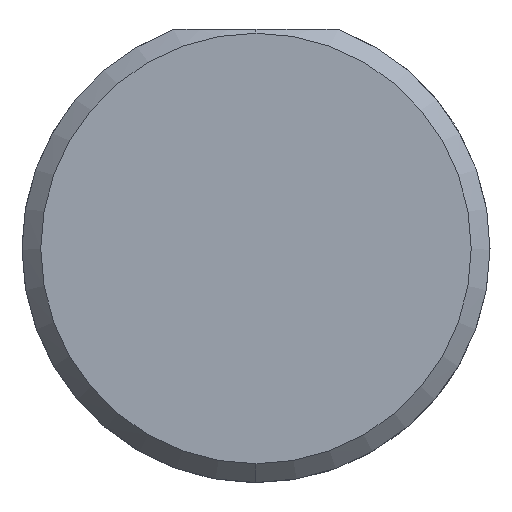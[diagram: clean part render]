
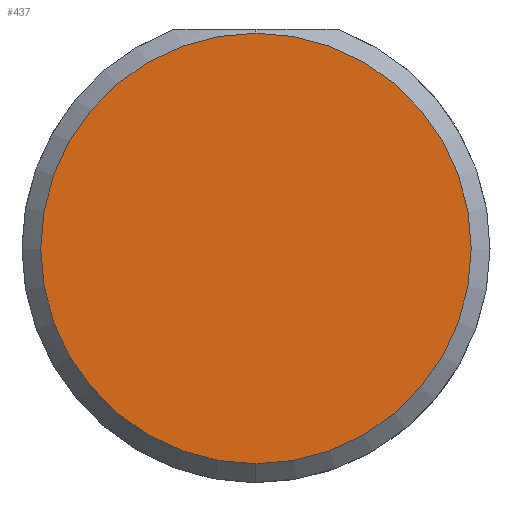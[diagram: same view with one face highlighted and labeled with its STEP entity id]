
A CAD part, left-side view. The second image highlights one B-rep face of the part: STEP entity #437.
In plain terms, the highlighted planar face has unit normal (-1, 0, 0).
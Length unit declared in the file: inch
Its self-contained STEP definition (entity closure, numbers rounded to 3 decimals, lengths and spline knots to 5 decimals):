
#9 = DIRECTION ( 'NONE',  ( 1., 0., 0. ) ) ;
#21 = CARTESIAN_POINT ( 'NONE',  ( 0., 0., 0. ) ) ;
#36 = AXIS2_PLACEMENT_3D ( 'NONE', #21, #488, #387 ) ;
#40 = ORIENTED_EDGE ( 'NONE', *, *, #465, .T. ) ;
#41 = EDGE_CURVE ( 'NONE', #378, #152, #538, .T. ) ;
#45 = CARTESIAN_POINT ( 'NONE',  ( 0., 0., 0.17235 ) ) ;
#77 = CIRCLE ( 'NONE', #36, 0.17235 ) ;
#128 = AXIS2_PLACEMENT_3D ( 'NONE', #587, #9, #247 ) ;
#152 = VERTEX_POINT ( 'NONE', #357 ) ;
#153 = PLANE ( 'NONE',  #128 ) ;
#164 = FACE_OUTER_BOUND ( 'NONE', #473, .T. ) ;
#207 = DIRECTION ( 'NONE',  ( -1., 0., 0. ) ) ;
#247 = DIRECTION ( 'NONE',  ( 0., 0., -1. ) ) ;
#249 = CARTESIAN_POINT ( 'NONE',  ( 0., 0., 0. ) ) ;
#280 = AXIS2_PLACEMENT_3D ( 'NONE', #249, #207, #580 ) ;
#357 = CARTESIAN_POINT ( 'NONE',  ( 0., 0., -0.17235 ) ) ;
#378 = VERTEX_POINT ( 'NONE', #45 ) ;
#387 = DIRECTION ( 'NONE',  ( 0., 0., 1. ) ) ;
#437 = ADVANCED_FACE ( 'NONE', ( #164 ), #153, .F. ) ;
#465 = EDGE_CURVE ( 'NONE', #152, #378, #77, .T. ) ;
#473 = EDGE_LOOP ( 'NONE', ( #40, #554 ) ) ;
#488 = DIRECTION ( 'NONE',  ( -1., 0., 0. ) ) ;
#538 = CIRCLE ( 'NONE', #280, 0.17235 ) ;
#554 = ORIENTED_EDGE ( 'NONE', *, *, #41, .T. ) ;
#580 = DIRECTION ( 'NONE',  ( 0., 0., 1. ) ) ;
#587 = CARTESIAN_POINT ( 'NONE',  ( 0., 0., 0. ) ) ;
